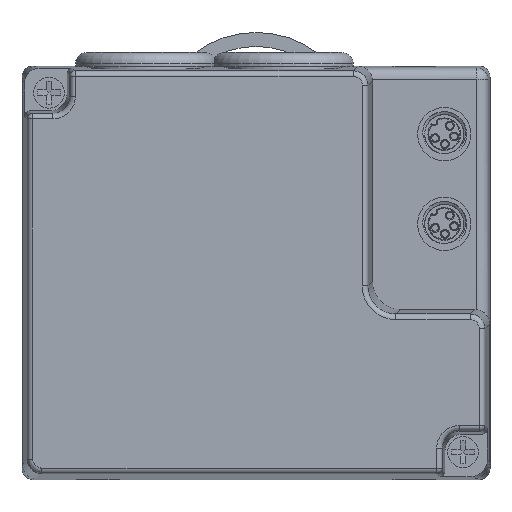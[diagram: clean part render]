
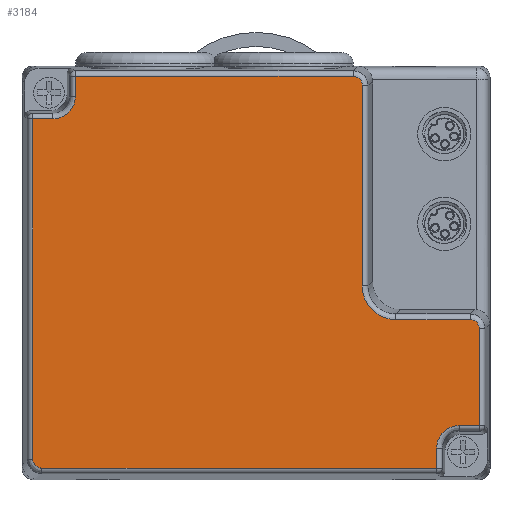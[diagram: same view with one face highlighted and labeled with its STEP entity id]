
A CAD part, top view. The second image highlights one B-rep face of the part: STEP entity #3184.
In plain terms, the highlighted planar face has unit normal (0, 0, 1).
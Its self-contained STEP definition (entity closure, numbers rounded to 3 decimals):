
#3184=ADVANCED_FACE('',(#6553),#5150,.T.);
#5150=PLANE('',#36794);
#6553=FACE_OUTER_BOUND('',#8120,.T.);
#8120=EDGE_LOOP('',(#18488,#18489,#18490,#18491,#18492,#18493,#18494,#18495,
#18496,#18497,#18498,#18499,#18500,#18501,#18502,#18503));
#10825=LINE('',#49907,#14620);
#10826=LINE('',#49910,#14621);
#10827=LINE('',#49914,#14622);
#10828=LINE('',#49916,#14623);
#10829=LINE('',#49920,#14624);
#10830=LINE('',#49924,#14625);
#10831=LINE('',#49928,#14626);
#10832=LINE('',#49930,#14627);
#10833=LINE('',#49934,#14628);
#10834=LINE('',#49936,#14629);
#14620=VECTOR('',#39937,1.);
#14621=VECTOR('',#39938,1.);
#14622=VECTOR('',#39941,1.);
#14623=VECTOR('',#39942,1.);
#14624=VECTOR('',#39945,1.);
#14625=VECTOR('',#39948,1.);
#14626=VECTOR('',#39951,1.);
#14627=VECTOR('',#39952,1.);
#14628=VECTOR('',#39955,1.);
#14629=VECTOR('',#39956,1.);
#18488=ORIENTED_EDGE('',*,*,#31785,.T.);
#18489=ORIENTED_EDGE('',*,*,#31786,.T.);
#18490=ORIENTED_EDGE('',*,*,#31787,.T.);
#18491=ORIENTED_EDGE('',*,*,#31788,.T.);
#18492=ORIENTED_EDGE('',*,*,#31789,.T.);
#18493=ORIENTED_EDGE('',*,*,#31790,.T.);
#18494=ORIENTED_EDGE('',*,*,#31791,.T.);
#18495=ORIENTED_EDGE('',*,*,#31792,.T.);
#18496=ORIENTED_EDGE('',*,*,#31793,.T.);
#18497=ORIENTED_EDGE('',*,*,#31794,.T.);
#18498=ORIENTED_EDGE('',*,*,#31795,.T.);
#18499=ORIENTED_EDGE('',*,*,#31796,.T.);
#18500=ORIENTED_EDGE('',*,*,#31797,.T.);
#18501=ORIENTED_EDGE('',*,*,#31798,.T.);
#18502=ORIENTED_EDGE('',*,*,#31799,.T.);
#18503=ORIENTED_EDGE('',*,*,#31800,.T.);
#28372=VERTEX_POINT('',#49908);
#28373=VERTEX_POINT('',#49909);
#28374=VERTEX_POINT('',#49911);
#28375=VERTEX_POINT('',#49913);
#28376=VERTEX_POINT('',#49915);
#28377=VERTEX_POINT('',#49917);
#28378=VERTEX_POINT('',#49919);
#28379=VERTEX_POINT('',#49921);
#28380=VERTEX_POINT('',#49923);
#28381=VERTEX_POINT('',#49925);
#28382=VERTEX_POINT('',#49927);
#28383=VERTEX_POINT('',#49929);
#28384=VERTEX_POINT('',#49931);
#28385=VERTEX_POINT('',#49933);
#28386=VERTEX_POINT('',#49935);
#28387=VERTEX_POINT('',#49937);
#31785=EDGE_CURVE('',#28372,#28373,#10825,.T.);
#31786=EDGE_CURVE('',#28373,#28374,#10826,.T.);
#31787=EDGE_CURVE('',#28374,#28375,#36654,.T.);
#31788=EDGE_CURVE('',#28375,#28376,#10827,.T.);
#31789=EDGE_CURVE('',#28376,#28377,#10828,.T.);
#31790=EDGE_CURVE('',#28377,#28378,#36655,.T.);
#31791=EDGE_CURVE('',#28378,#28379,#10829,.T.);
#31792=EDGE_CURVE('',#28379,#28380,#36656,.T.);
#31793=EDGE_CURVE('',#28380,#28381,#10830,.T.);
#31794=EDGE_CURVE('',#28381,#28382,#36657,.T.);
#31795=EDGE_CURVE('',#28382,#28383,#10831,.T.);
#31796=EDGE_CURVE('',#28383,#28384,#10832,.T.);
#31797=EDGE_CURVE('',#28384,#28385,#36658,.T.);
#31798=EDGE_CURVE('',#28385,#28386,#10833,.T.);
#31799=EDGE_CURVE('',#28386,#28387,#10834,.T.);
#31800=EDGE_CURVE('',#28387,#28372,#36659,.T.);
#36654=ELLIPSE('',#36788,4.003,4.);
#36655=ELLIPSE('',#36789,1.601,1.6);
#36656=ELLIPSE('',#36790,6.004,6.);
#36657=ELLIPSE('',#36791,1.601,1.6);
#36658=ELLIPSE('',#36792,4.003,4.);
#36659=ELLIPSE('',#36793,1.601,1.6);
#36788=AXIS2_PLACEMENT_3D('',#49912,#39939,#39940);
#36789=AXIS2_PLACEMENT_3D('',#49918,#39943,#39944);
#36790=AXIS2_PLACEMENT_3D('',#49922,#39946,#39947);
#36791=AXIS2_PLACEMENT_3D('',#49926,#39949,#39950);
#36792=AXIS2_PLACEMENT_3D('',#49932,#39953,#39954);
#36793=AXIS2_PLACEMENT_3D('',#49938,#39957,#39958);
#36794=AXIS2_PLACEMENT_3D('',#49939,#39959,#39960);
#39937=DIRECTION('',(1.,0.,0.));
#39938=DIRECTION('',(0.,1.,0.));
#39939=DIRECTION('',(0.,0.,-1.));
#39940=DIRECTION('',(-0.707,0.707,0.));
#39941=DIRECTION('',(1.,0.,0.));
#39942=DIRECTION('',(0.,1.,0.));
#39943=DIRECTION('',(0.,0.,1.));
#39944=DIRECTION('',(-0.707,-0.707,0.));
#39945=DIRECTION('',(-1.,0.,0.));
#39946=DIRECTION('',(0.,0.,-1.));
#39947=DIRECTION('',(-0.707,-0.707,0.));
#39948=DIRECTION('',(0.,1.,0.));
#39949=DIRECTION('',(0.,0.,1.));
#39950=DIRECTION('',(-0.707,-0.707,0.));
#39951=DIRECTION('',(-1.,0.,0.));
#39952=DIRECTION('',(0.,-1.,0.));
#39953=DIRECTION('',(0.,0.,-1.));
#39954=DIRECTION('',(0.707,-0.707,0.));
#39955=DIRECTION('',(-1.,0.,0.));
#39956=DIRECTION('',(0.,-1.,0.));
#39957=DIRECTION('',(0.,0.,1.));
#39958=DIRECTION('',(0.707,0.707,0.));
#39959=DIRECTION('',(0.,0.,1.));
#39960=DIRECTION('',(-1.,0.,0.));
#49907=CARTESIAN_POINT('',(-916.994,5.77,-5.52));
#49908=CARTESIAN_POINT('',(-934.69,5.77,-5.52));
#49909=CARTESIAN_POINT('',(-864.304,5.77,-5.52));
#49910=CARTESIAN_POINT('',(-864.304,39.686,-5.52));
#49911=CARTESIAN_POINT('',(-864.304,9.348,-5.52));
#49912=CARTESIAN_POINT('',(-860.303,9.345,-5.52));
#49913=CARTESIAN_POINT('',(-860.305,13.347,-5.52));
#49914=CARTESIAN_POINT('',(-916.994,13.347,-5.52));
#49915=CARTESIAN_POINT('',(-856.732,13.347,-5.52));
#49916=CARTESIAN_POINT('',(-856.732,39.686,-5.52));
#49917=CARTESIAN_POINT('',(-856.732,30.658,-5.52));
#49918=CARTESIAN_POINT('',(-858.333,30.657,-5.52));
#49919=CARTESIAN_POINT('',(-858.332,32.257,-5.52));
#49920=CARTESIAN_POINT('',(-916.994,32.257,-5.52));
#49921=CARTESIAN_POINT('',(-871.579,32.257,-5.52));
#49922=CARTESIAN_POINT('',(-871.574,38.259,-5.52));
#49923=CARTESIAN_POINT('',(-877.576,38.255,-5.52));
#49924=CARTESIAN_POINT('',(-877.576,39.686,-5.52));
#49925=CARTESIAN_POINT('',(-877.576,74.002,-5.52));
#49926=CARTESIAN_POINT('',(-879.177,74.001,-5.52));
#49927=CARTESIAN_POINT('',(-879.176,75.602,-5.52));
#49928=CARTESIAN_POINT('',(-916.994,75.602,-5.52));
#49929=CARTESIAN_POINT('',(-928.717,75.602,-5.52));
#49930=CARTESIAN_POINT('',(-928.717,39.686,-5.52));
#49931=CARTESIAN_POINT('',(-928.717,72.023,-5.52));
#49932=CARTESIAN_POINT('',(-932.719,72.026,-5.52));
#49933=CARTESIAN_POINT('',(-932.716,68.025,-5.52));
#49934=CARTESIAN_POINT('',(-916.994,68.025,-5.52));
#49935=CARTESIAN_POINT('',(-936.289,68.025,-5.52));
#49936=CARTESIAN_POINT('',(-936.289,39.686,-5.52));
#49937=CARTESIAN_POINT('',(-936.289,7.369,-5.52));
#49938=CARTESIAN_POINT('',(-934.689,7.37,-5.52));
#49939=CARTESIAN_POINT('',(-916.994,39.686,-5.52));
